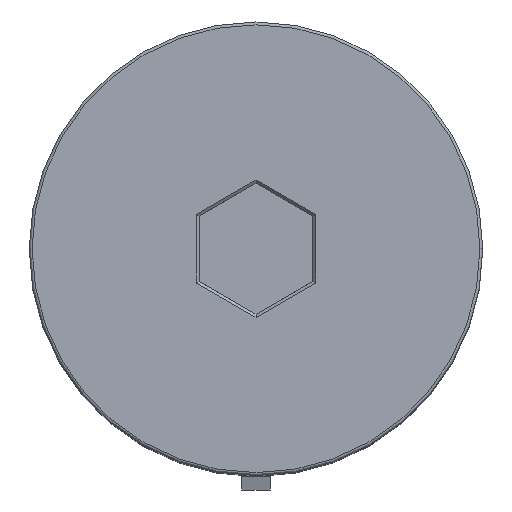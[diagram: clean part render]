
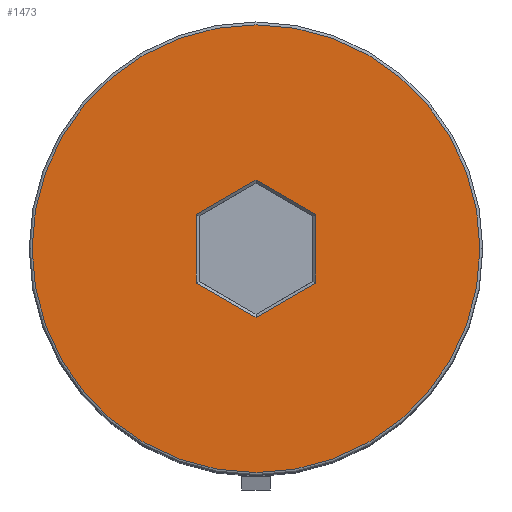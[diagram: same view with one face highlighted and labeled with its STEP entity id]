
A CAD part, top view. The second image highlights one B-rep face of the part: STEP entity #1473.
In plain terms, the highlighted planar face has unit normal (0, 0, 1).
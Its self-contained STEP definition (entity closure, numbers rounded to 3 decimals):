
#14 = LINE ( 'NONE', #1574, #1328 ) ;
#84 = AXIS2_PLACEMENT_3D ( 'NONE', #2029, #2021, #1892 ) ;
#112 = LINE ( 'NONE', #397, #1468 ) ;
#149 = ORIENTED_EDGE ( 'NONE', *, *, #631, .T. ) ;
#151 = CIRCLE ( 'NONE', #84, 7.9 ) ;
#168 = EDGE_CURVE ( 'NONE', #177, #336, #151, .T. ) ;
#177 = VERTEX_POINT ( 'NONE', #910 ) ;
#188 = EDGE_CURVE ( 'NONE', #1124, #1804, #1057, .T. ) ;
#232 = CARTESIAN_POINT ( 'NONE',  ( -2.1, -1.212, 0. ) ) ;
#291 = DIRECTION ( 'NONE',  ( -0.866, 0.5, 0. ) ) ;
#324 = VECTOR ( 'NONE', #418, 1000. ) ;
#330 = AXIS2_PLACEMENT_3D ( 'NONE', #1554, #1597, #1904 ) ;
#336 = VERTEX_POINT ( 'NONE', #1901 ) ;
#397 = CARTESIAN_POINT ( 'NONE',  ( 0.05, -2.396, 0. ) ) ;
#418 = DIRECTION ( 'NONE',  ( 0., 1., 0. ) ) ;
#451 = CARTESIAN_POINT ( 'NONE',  ( -2.05, -1.241, 0. ) ) ;
#457 = VERTEX_POINT ( 'NONE', #1503 ) ;
#486 = EDGE_CURVE ( 'NONE', #1804, #1014, #832, .T. ) ;
#502 = ORIENTED_EDGE ( 'NONE', *, *, #666, .T. ) ;
#588 = VERTEX_POINT ( 'NONE', #1712 ) ;
#631 = EDGE_CURVE ( 'NONE', #336, #177, #802, .T. ) ;
#655 = DIRECTION ( 'NONE',  ( 0., -1., 0. ) ) ;
#660 = VECTOR ( 'NONE', #1154, 1000. ) ;
#665 = LINE ( 'NONE', #1661, #1035 ) ;
#666 = EDGE_CURVE ( 'NONE', #908, #588, #14, .T. ) ;
#668 = LINE ( 'NONE', #1307, #660 ) ;
#686 = ORIENTED_EDGE ( 'NONE', *, *, #823, .T. ) ;
#802 = CIRCLE ( 'NONE', #1599, 7.9 ) ;
#804 = EDGE_LOOP ( 'NONE', ( #954, #1166, #1025, #1092, #686, #502 ) ) ;
#823 = EDGE_CURVE ( 'NONE', #457, #908, #668, .T. ) ;
#832 = LINE ( 'NONE', #1375, #324 ) ;
#908 = VERTEX_POINT ( 'NONE', #1696 ) ;
#910 = CARTESIAN_POINT ( 'NONE',  ( -7.9, 0., 0. ) ) ;
#954 = ORIENTED_EDGE ( 'NONE', *, *, #1007, .T. ) ;
#1007 = EDGE_CURVE ( 'NONE', #588, #1124, #112, .T. ) ;
#1014 = VERTEX_POINT ( 'NONE', #1530 ) ;
#1025 = ORIENTED_EDGE ( 'NONE', *, *, #486, .T. ) ;
#1035 = VECTOR ( 'NONE', #1937, 1000. ) ;
#1053 = DIRECTION ( 'NONE',  ( -0.866, -0.5, 0. ) ) ;
#1057 = LINE ( 'NONE', #451, #1259 ) ;
#1076 = EDGE_LOOP ( 'NONE', ( #149, #1797 ) ) ;
#1092 = ORIENTED_EDGE ( 'NONE', *, *, #1194, .T. ) ;
#1124 = VERTEX_POINT ( 'NONE', #1895 ) ;
#1154 = DIRECTION ( 'NONE',  ( 0.866, -0.5, 0. ) ) ;
#1166 = ORIENTED_EDGE ( 'NONE', *, *, #188, .T. ) ;
#1194 = EDGE_CURVE ( 'NONE', #1014, #457, #665, .T. ) ;
#1259 = VECTOR ( 'NONE', #291, 1000. ) ;
#1273 = FACE_BOUND ( 'NONE', #804, .T. ) ;
#1307 = CARTESIAN_POINT ( 'NONE',  ( 2.05, 1.241, 0. ) ) ;
#1328 = VECTOR ( 'NONE', #655, 1000. ) ;
#1375 = CARTESIAN_POINT ( 'NONE',  ( -2.1, 1.155, 0. ) ) ;
#1468 = VECTOR ( 'NONE', #1053, 1000. ) ;
#1473 = ADVANCED_FACE ( 'NONE', ( #2076, #1273 ), #1757, .T. ) ;
#1503 = CARTESIAN_POINT ( 'NONE',  ( 0., 2.425, 0. ) ) ;
#1530 = CARTESIAN_POINT ( 'NONE',  ( -2.1, 1.212, 0. ) ) ;
#1554 = CARTESIAN_POINT ( 'NONE',  ( 0., 0., 0. ) ) ;
#1574 = CARTESIAN_POINT ( 'NONE',  ( 2.1, -1.155, 0. ) ) ;
#1597 = DIRECTION ( 'NONE',  ( 0., 0., 1. ) ) ;
#1599 = AXIS2_PLACEMENT_3D ( 'NONE', #1921, #1761, #1897 ) ;
#1661 = CARTESIAN_POINT ( 'NONE',  ( -0.05, 2.396, 0. ) ) ;
#1696 = CARTESIAN_POINT ( 'NONE',  ( 2.1, 1.212, 0. ) ) ;
#1712 = CARTESIAN_POINT ( 'NONE',  ( 2.1, -1.212, 0. ) ) ;
#1757 = PLANE ( 'NONE',  #330 ) ;
#1761 = DIRECTION ( 'NONE',  ( 0., 0., 1. ) ) ;
#1797 = ORIENTED_EDGE ( 'NONE', *, *, #168, .T. ) ;
#1804 = VERTEX_POINT ( 'NONE', #232 ) ;
#1892 = DIRECTION ( 'NONE',  ( 1., 0., 0. ) ) ;
#1895 = CARTESIAN_POINT ( 'NONE',  ( 0., -2.425, 0. ) ) ;
#1897 = DIRECTION ( 'NONE',  ( 1., 0., 0. ) ) ;
#1901 = CARTESIAN_POINT ( 'NONE',  ( 7.9, 0., 0. ) ) ;
#1904 = DIRECTION ( 'NONE',  ( 1., 0., 0. ) ) ;
#1921 = CARTESIAN_POINT ( 'NONE',  ( 0., 0., 0. ) ) ;
#1937 = DIRECTION ( 'NONE',  ( 0.866, 0.5, 0. ) ) ;
#2021 = DIRECTION ( 'NONE',  ( 0., 0., 1. ) ) ;
#2029 = CARTESIAN_POINT ( 'NONE',  ( 0., 0., 0. ) ) ;
#2076 = FACE_OUTER_BOUND ( 'NONE', #1076, .T. ) ;
